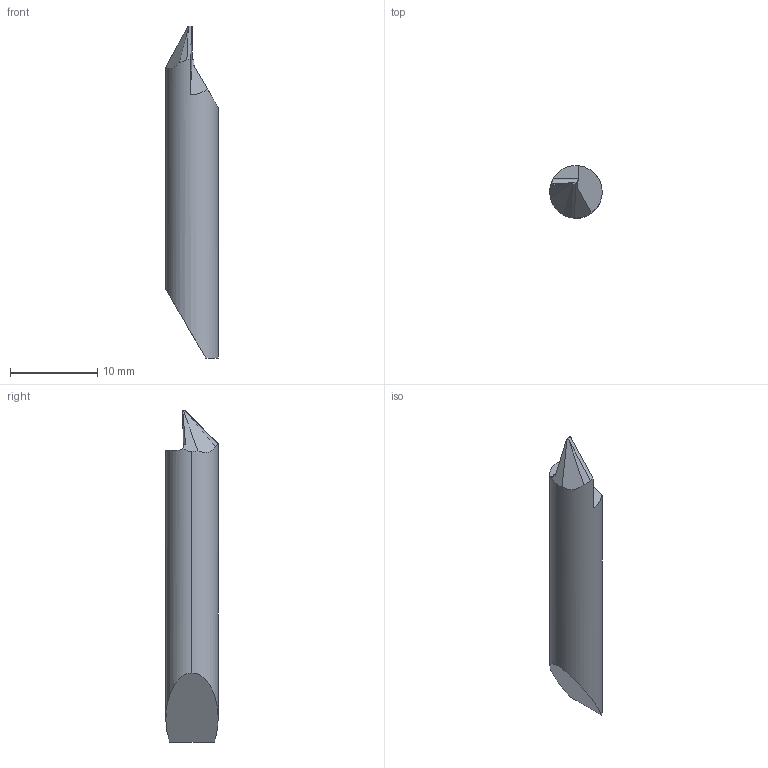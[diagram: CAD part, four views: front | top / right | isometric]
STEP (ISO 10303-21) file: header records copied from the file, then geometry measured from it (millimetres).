
FILE_DESCRIPTION (( 'STEP AP203' ), '1' );
FILE_NAME ('NCCH6R-10.03-45 [NCCH06R103045T].STEP', '2023-06-02T10:23:01', ( '' ), ( '' ), 'SwSTEP 2.0', 'SolidWorks 2018', '' );
FILE_SCHEMA (( 'CONFIG_CONTROL_DESIGN' ));
Length unit declared in the file: millimetre
Products named in the file (1): NCCH6R-10.03-45 [NCCH06R103045T]
Bounding box: 6 x 6 x 38 mm (x, y, z)
Volume: 849.2 mm3; surface area: 660.4 mm2
Topology: 1 solids, 1 shells, 17 faces, 47 edges, 31 vertices
Faces by surface type: plane 13, cylinder 3, bspline 1
Entity records: 996 total; most frequent: CARTESIAN_POINT 534, ORIENTED_EDGE 92, DIRECTION 65, EDGE_CURVE 46, VERTEX_POINT 31, LINE 23, VECTOR 23, AXIS2_PLACEMENT_3D 21
